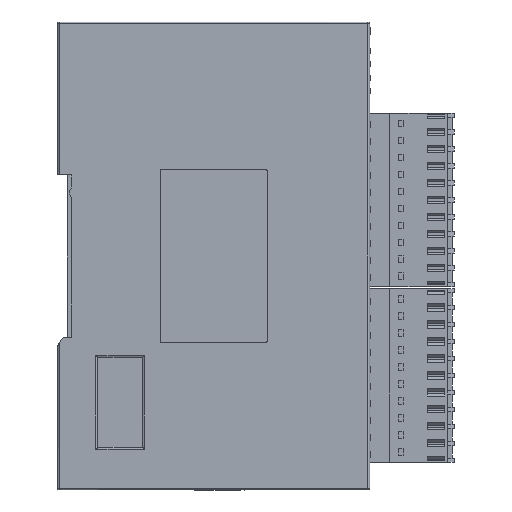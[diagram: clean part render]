
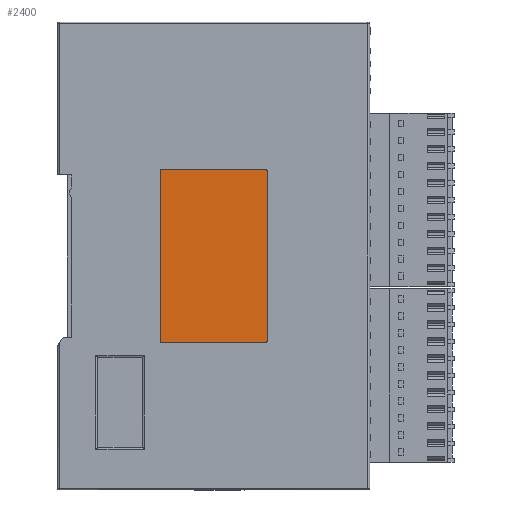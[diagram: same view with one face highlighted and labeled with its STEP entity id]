
A CAD part, left-side view. The second image highlights one B-rep face of the part: STEP entity #2400.
In plain terms, the highlighted planar face has unit normal (-1, 0, 0).
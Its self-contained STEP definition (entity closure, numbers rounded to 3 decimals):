
#253=(
BOUNDED_CURVE()
B_SPLINE_CURVE(2,(#54006,#54007,#54008),.UNSPECIFIED.,.F.,.F.)
B_SPLINE_CURVE_WITH_KNOTS((3,3),(0.,1.),.UNSPECIFIED.)
CURVE()
GEOMETRIC_REPRESENTATION_ITEM()
RATIONAL_B_SPLINE_CURVE((1.,0.707,1.))
REPRESENTATION_ITEM('')
);
#255=(
BOUNDED_CURVE()
B_SPLINE_CURVE(2,(#54020,#54021,#54022),.UNSPECIFIED.,.F.,.F.)
B_SPLINE_CURVE_WITH_KNOTS((3,3),(0.,1.),.UNSPECIFIED.)
CURVE()
GEOMETRIC_REPRESENTATION_ITEM()
RATIONAL_B_SPLINE_CURVE((1.,0.707,1.))
REPRESENTATION_ITEM('')
);
#257=(
BOUNDED_CURVE()
B_SPLINE_CURVE(2,(#54040,#54041,#54042),.UNSPECIFIED.,.F.,.F.)
B_SPLINE_CURVE_WITH_KNOTS((3,3),(0.,1.),.UNSPECIFIED.)
CURVE()
GEOMETRIC_REPRESENTATION_ITEM()
RATIONAL_B_SPLINE_CURVE((1.,0.707,1.))
REPRESENTATION_ITEM('')
);
#259=(
BOUNDED_CURVE()
B_SPLINE_CURVE(2,(#54052,#54053,#54054),.UNSPECIFIED.,.F.,.F.)
B_SPLINE_CURVE_WITH_KNOTS((3,3),(0.,1.),.UNSPECIFIED.)
CURVE()
GEOMETRIC_REPRESENTATION_ITEM()
RATIONAL_B_SPLINE_CURVE((1.,0.707,1.))
REPRESENTATION_ITEM('')
);
#2400=ADVANCED_FACE('',(#4003),#31028,.T.);
#4003=FACE_OUTER_BOUND('',#5771,.T.);
#5771=EDGE_LOOP('',(#14689,#14690,#14691,#14692,#14693,#14694,#14695,#14696));
#14689=ORIENTED_EDGE('',*,*,#19749,.F.);
#14690=ORIENTED_EDGE('',*,*,#19736,.F.);
#14691=ORIENTED_EDGE('',*,*,#19729,.F.);
#14692=ORIENTED_EDGE('',*,*,#19730,.F.);
#14693=ORIENTED_EDGE('',*,*,#19735,.F.);
#14694=ORIENTED_EDGE('',*,*,#19739,.F.);
#14695=ORIENTED_EDGE('',*,*,#19744,.F.);
#14696=ORIENTED_EDGE('',*,*,#19745,.F.);
#19729=EDGE_CURVE('',#29185,#29182,#253,.T.);
#19730=EDGE_CURVE('',#29186,#29185,#24888,.T.);
#19735=EDGE_CURVE('',#29189,#29186,#255,.T.);
#19736=EDGE_CURVE('',#29182,#29190,#24892,.T.);
#19739=EDGE_CURVE('',#29192,#29189,#24895,.T.);
#19744=EDGE_CURVE('',#29195,#29192,#257,.T.);
#19745=EDGE_CURVE('',#29196,#29195,#24899,.T.);
#19749=EDGE_CURVE('',#29190,#29196,#259,.T.);
#24888=B_SPLINE_CURVE_WITH_KNOTS('',1,(#54009,#54010),.UNSPECIFIED.,.F.,
 .F.,(2,2),(0.,23.),.UNSPECIFIED.);
#24892=B_SPLINE_CURVE_WITH_KNOTS('',1,(#54023,#54024),.UNSPECIFIED.,.F.,
 .F.,(2,2),(0.,38.),.UNSPECIFIED.);
#24895=B_SPLINE_CURVE_WITH_KNOTS('',1,(#54029,#54030),.UNSPECIFIED.,.F.,
 .F.,(2,2),(0.,38.),.UNSPECIFIED.);
#24899=B_SPLINE_CURVE_WITH_KNOTS('',1,(#54043,#54044),.UNSPECIFIED.,.F.,
 .F.,(2,2),(0.,23.),.UNSPECIFIED.);
#29182=VERTEX_POINT('',#46420);
#29185=VERTEX_POINT('',#46423);
#29186=VERTEX_POINT('',#46424);
#29189=VERTEX_POINT('',#46427);
#29190=VERTEX_POINT('',#46428);
#29192=VERTEX_POINT('',#46430);
#29195=VERTEX_POINT('',#46433);
#29196=VERTEX_POINT('',#46434);
#31028=PLANE('',#32693);
#32693=AXIS2_PLACEMENT_3D('',#44284,#34274,$);
#34274=DIRECTION('',(-1.,0.,0.));
#44284=CARTESIAN_POINT('',(-345.703,-71.468,212.686));
#46420=CARTESIAN_POINT('',(-345.703,-97.88,255.098));
#46423=CARTESIAN_POINT('',(-345.703,-97.38,255.598));
#46424=CARTESIAN_POINT('',(-345.703,-74.38,255.598));
#46427=CARTESIAN_POINT('',(-345.703,-73.88,255.098));
#46428=CARTESIAN_POINT('',(-345.703,-97.88,217.098));
#46430=CARTESIAN_POINT('',(-345.703,-73.88,217.098));
#46433=CARTESIAN_POINT('',(-345.703,-74.38,216.598));
#46434=CARTESIAN_POINT('',(-345.703,-97.38,216.598));
#54006=CARTESIAN_POINT('',(-345.703,-97.38,255.598));
#54007=CARTESIAN_POINT('',(-345.703,-97.88,255.598));
#54008=CARTESIAN_POINT('',(-345.703,-97.88,255.098));
#54009=CARTESIAN_POINT('',(-345.703,-74.38,255.598));
#54010=CARTESIAN_POINT('',(-345.703,-97.38,255.598));
#54020=CARTESIAN_POINT('',(-345.703,-73.88,255.098));
#54021=CARTESIAN_POINT('',(-345.703,-73.88,255.598));
#54022=CARTESIAN_POINT('',(-345.703,-74.38,255.598));
#54023=CARTESIAN_POINT('',(-345.703,-97.88,255.098));
#54024=CARTESIAN_POINT('',(-345.703,-97.88,217.098));
#54029=CARTESIAN_POINT('',(-345.703,-73.88,217.098));
#54030=CARTESIAN_POINT('',(-345.703,-73.88,255.098));
#54040=CARTESIAN_POINT('',(-345.703,-74.38,216.598));
#54041=CARTESIAN_POINT('',(-345.703,-73.88,216.598));
#54042=CARTESIAN_POINT('',(-345.703,-73.88,217.098));
#54043=CARTESIAN_POINT('',(-345.703,-97.38,216.598));
#54044=CARTESIAN_POINT('',(-345.703,-74.38,216.598));
#54052=CARTESIAN_POINT('',(-345.703,-97.88,217.098));
#54053=CARTESIAN_POINT('',(-345.703,-97.88,216.598));
#54054=CARTESIAN_POINT('',(-345.703,-97.38,216.598));
